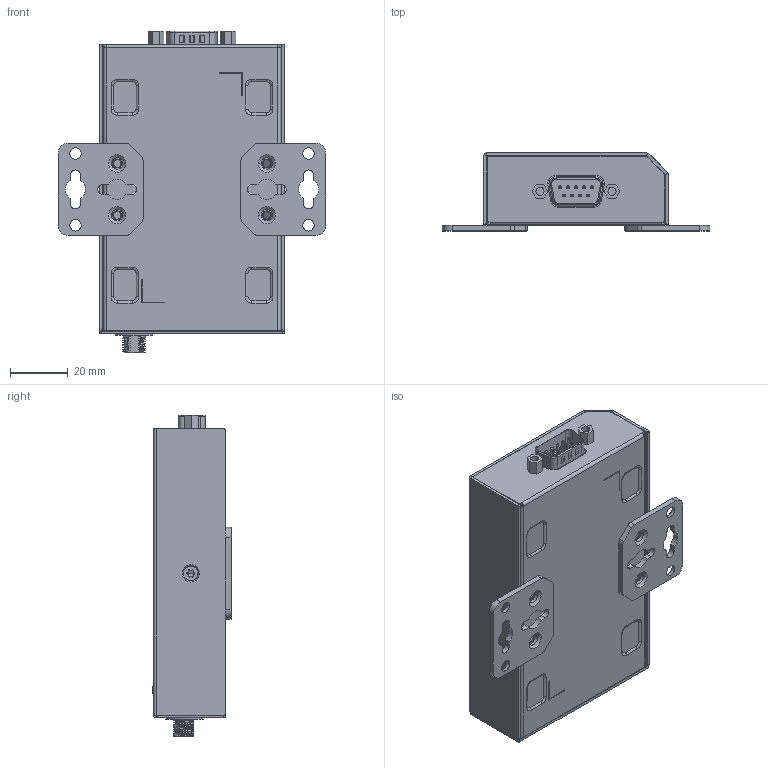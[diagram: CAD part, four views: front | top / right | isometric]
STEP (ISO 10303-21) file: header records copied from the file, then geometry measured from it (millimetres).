
FILE_DESCRIPTION((''),'2;1');
FILE_NAME('00_NPORT_6150E_ASSY_WM','2024-08-01T17:22:25',('RositaCY_Yu'),('PTC'),'CREO PARAMETRIC BY PTC INC, 2023294','CREO PARAMETRIC BY PTC INC, 2023294','');
FILE_SCHEMA(('AUTOMOTIVE_DESIGN { 1 0 10303 214 1 1 1 1 }'));
Products named in the file (1): 00_NPORT_6150E_ASSY_WM
Bounding box: 93 x 27.13 x 111.8 mm (x, y, z)
Volume: 18609.9 mm3; surface area: 65119.7 mm2
Topology: 12 solids, 23 shells, 3401 faces, 9401 edges, 6007 vertices
Faces by surface type: plane 2206, cylinder 853, cone 88, bspline 84, torus 77, extrusion 59, sphere 30, revolution 4
Entity records: 126597 total; most frequent: CARTESIAN_POINT 32021, ORIENTED_EDGE 18659, DIRECTION 16906, EDGE_CURVE 9346, VECTOR 7022, LINE 6963, VERTEX_POINT 6003, AXIS2_PLACEMENT_3D 4940
